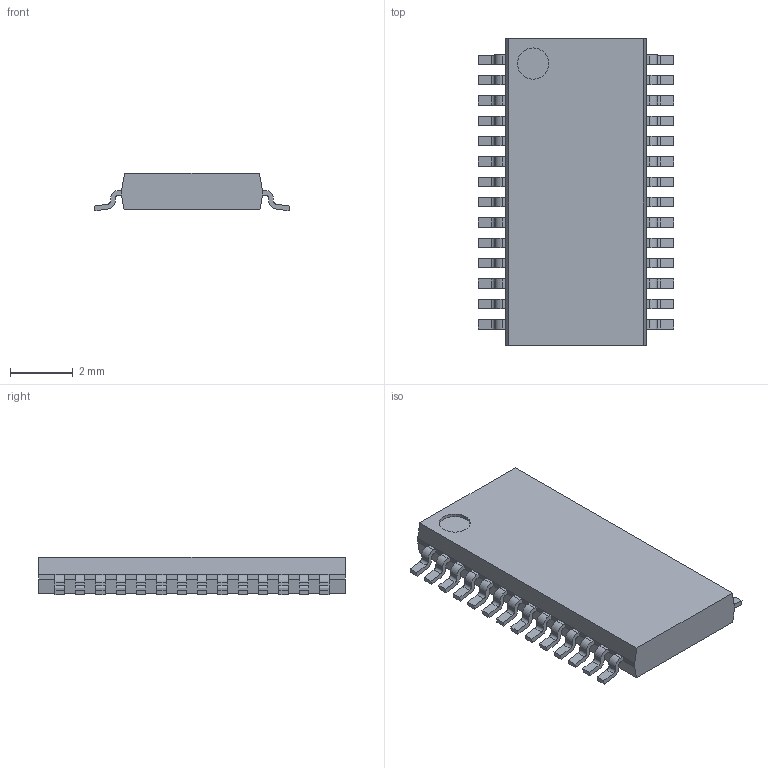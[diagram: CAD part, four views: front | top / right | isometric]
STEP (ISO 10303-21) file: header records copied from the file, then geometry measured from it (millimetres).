
FILE_DESCRIPTION((''),'2;1');
FILE_NAME('SOP65P640X120-28N.stp','2011-03-07T12:10:51',(''),(''),'Mechanical Desktop 2011','Mechanical Desktop 2011',', , ');
FILE_SCHEMA(('AUTOMOTIVE_DESIGN { 1 2 10303 214 1 1 1 1 }'));
Length unit declared in the file: millimetre
Products named in the file (1): Product
Bounding box: 6.24 x 9.8 x 1.2 mm (x, y, z)
Volume: 51.2 mm3; surface area: 149.7 mm2
Topology: 29 solids, 29 shells, 405 faces, 1038 edges, 692 vertices
Faces by surface type: bspline 196, plane 151, cylinder 58
Entity records: 12992 total; most frequent: CARTESIAN_POINT 3508, ORIENTED_EDGE 2076, DIRECTION 1686, EDGE_CURVE 1038, VECTOR 810, LINE 810, VERTEX_POINT 692, AXIS2_PLACEMENT_3D 438
